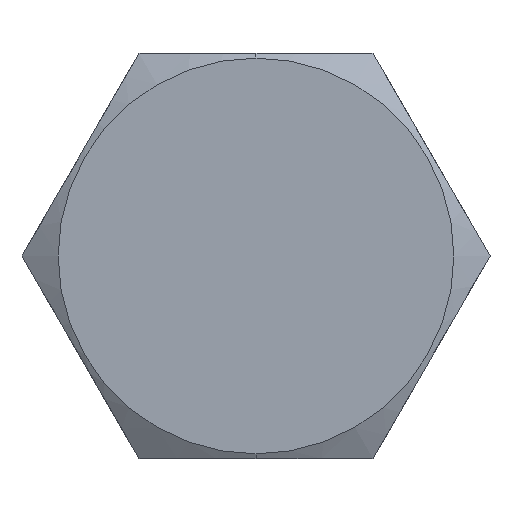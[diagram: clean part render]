
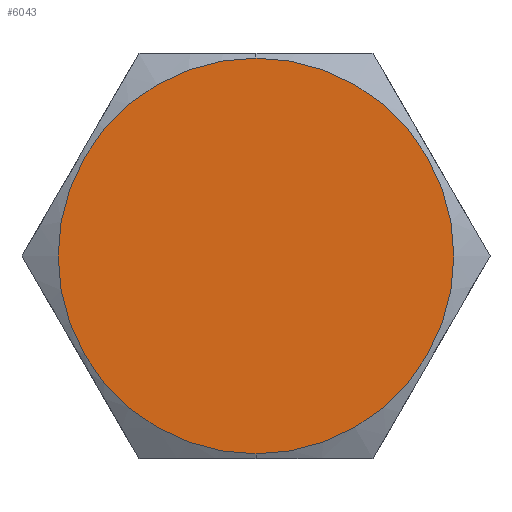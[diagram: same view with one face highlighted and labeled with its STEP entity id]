
A CAD part, left-side view. The second image highlights one B-rep face of the part: STEP entity #6043.
In plain terms, the highlighted planar face has unit normal (-1, 0, 0).
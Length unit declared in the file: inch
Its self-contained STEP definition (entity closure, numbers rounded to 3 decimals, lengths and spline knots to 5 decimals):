
#149 = AXIS2_PLACEMENT_3D ( 'NONE', #10914, #6882, #6972 ) ;
#1139 = VERTEX_POINT ( 'NONE', #11600 ) ;
#1803 = DIRECTION ( 'NONE',  ( 0., 0., -1. ) ) ;
#4182 = AXIS2_PLACEMENT_3D ( 'NONE', #12716, #8653, #1803 ) ;
#4611 = ORIENTED_EDGE ( 'NONE', *, *, #12130, .F. ) ;
#5152 = CARTESIAN_POINT ( 'NONE',  ( -0.75, 0., 0. ) ) ;
#5366 = CARTESIAN_POINT ( 'NONE',  ( -0.75, 0., -0.67125 ) ) ;
#6043 = ADVANCED_FACE ( 'NONE', ( #6117 ), #11817, .F. ) ;
#6117 = FACE_OUTER_BOUND ( 'NONE', #7000, .T. ) ;
#6167 = AXIS2_PLACEMENT_3D ( 'NONE', #5152, #7082, #7124 ) ;
#6882 = DIRECTION ( 'NONE',  ( 1., 0., 0. ) ) ;
#6972 = DIRECTION ( 'NONE',  ( 0., 0., -1. ) ) ;
#7000 = EDGE_LOOP ( 'NONE', ( #10917, #4611 ) ) ;
#7082 = DIRECTION ( 'NONE',  ( 1., 0., 0. ) ) ;
#7124 = DIRECTION ( 'NONE',  ( 0., 0., -1. ) ) ;
#8653 = DIRECTION ( 'NONE',  ( 1., 0., 0. ) ) ;
#10677 = CIRCLE ( 'NONE', #6167, 0.67125 ) ;
#10883 = VERTEX_POINT ( 'NONE', #5366 ) ;
#10914 = CARTESIAN_POINT ( 'NONE',  ( -0.75, 0., 0. ) ) ;
#10917 = ORIENTED_EDGE ( 'NONE', *, *, #12521, .F. ) ;
#11600 = CARTESIAN_POINT ( 'NONE',  ( -0.75, 0., 0.67125 ) ) ;
#11606 = CIRCLE ( 'NONE', #4182, 0.67125 ) ;
#11817 = PLANE ( 'NONE',  #149 ) ;
#12130 = EDGE_CURVE ( 'NONE', #1139, #10883, #10677, .T. ) ;
#12521 = EDGE_CURVE ( 'NONE', #10883, #1139, #11606, .T. ) ;
#12716 = CARTESIAN_POINT ( 'NONE',  ( -0.75, 0., 0. ) ) ;
